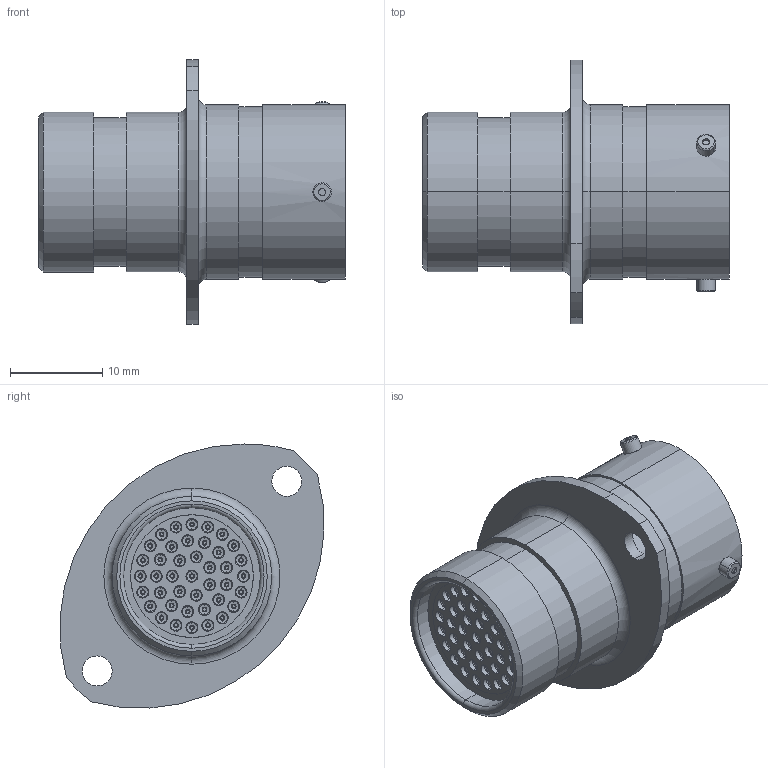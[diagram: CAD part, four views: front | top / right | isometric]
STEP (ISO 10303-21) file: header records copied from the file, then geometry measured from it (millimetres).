
FILE_DESCRIPTION (( 'STEP AP214' ), '1' );
FILE_NAME ('ASDD012-41PB.STEP', '2013-06-19T13:05:32', ( 'TE Connectivity' ), ( 'TE Connectivity' ), 'SwSTEP 2.0', 'SolidWorks 2011', '' );
FILE_SCHEMA (( 'AUTOMOTIVE_DESIGN' ));
Length unit declared in the file: inch
Products named in the file (1): ASDD012-41PB
Bounding box: 33.31 x 28.61 x 28.66 mm (x, y, z)
Volume: 5537.2 mm3; surface area: 8107.3 mm2
Topology: 50 solids, 50 shells, 1930 faces, 4174 edges, 2394 vertices
Faces by surface type: cylinder 674, torus 596, cone 348, plane 214, sphere 98
Entity records: 77738 total; most frequent: DIRECTION 10719, CARTESIAN_POINT 8621, ORIENTED_EDGE 7988, AXIS2_PLACEMENT_3D 4836, EDGE_CURVE 3994, CIRCLE 2905, VERTEX_POINT 2306, EDGE_LOOP 2252
